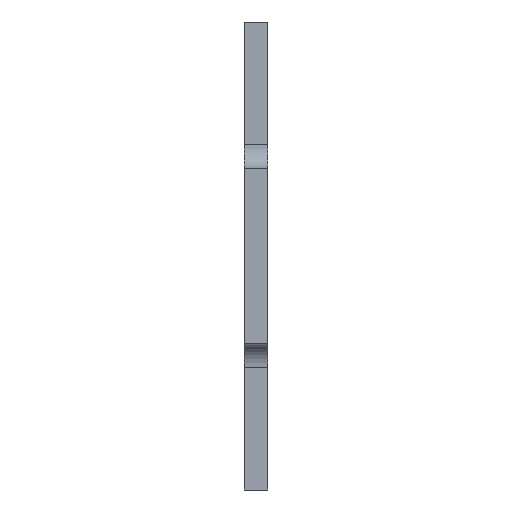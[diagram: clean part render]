
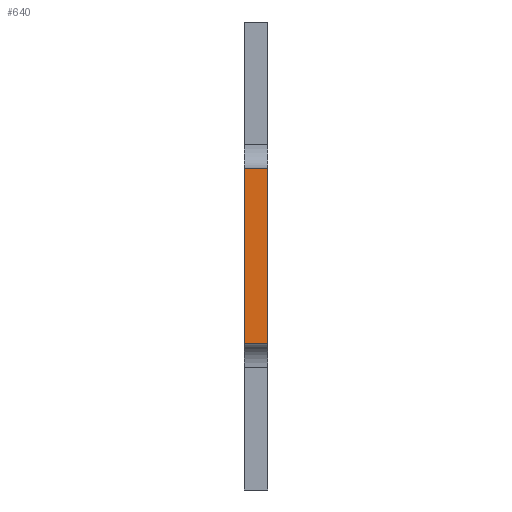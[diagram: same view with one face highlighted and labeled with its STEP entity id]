
A CAD part, left-side view. The second image highlights one B-rep face of the part: STEP entity #640.
In plain terms, the highlighted planar face has unit normal (-1, 0, 0).
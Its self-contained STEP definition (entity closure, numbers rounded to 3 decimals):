
#53 = LINE ( 'NONE', #1049, #334 ) ;
#66 = VECTOR ( 'NONE', #850, 1000. ) ;
#79 = VERTEX_POINT ( 'NONE', #125 ) ;
#86 = EDGE_LOOP ( 'NONE', ( #1015, #207, #516, #183 ) ) ;
#117 = DIRECTION ( 'NONE',  ( 0., 0., -1. ) ) ;
#125 = CARTESIAN_POINT ( 'NONE',  ( -67., 0., -7.5 ) ) ;
#138 = LINE ( 'NONE', #536, #1130 ) ;
#157 = VERTEX_POINT ( 'NONE', #706 ) ;
#183 = ORIENTED_EDGE ( 'NONE', *, *, #1124, .F. ) ;
#187 = VECTOR ( 'NONE', #1098, 1000. ) ;
#190 = EDGE_CURVE ( 'NONE', #157, #79, #138, .T. ) ;
#207 = ORIENTED_EDGE ( 'NONE', *, *, #1072, .T. ) ;
#218 = AXIS2_PLACEMENT_3D ( 'NONE', #795, #607, #117 ) ;
#254 = CARTESIAN_POINT ( 'NONE',  ( -67., 2., -7.5 ) ) ;
#334 = VECTOR ( 'NONE', #556, 1000. ) ;
#462 = EDGE_CURVE ( 'NONE', #948, #1259, #53, .T. ) ;
#515 = DIRECTION ( 'NONE',  ( 0., -1., 0. ) ) ;
#516 = ORIENTED_EDGE ( 'NONE', *, *, #462, .F. ) ;
#536 = CARTESIAN_POINT ( 'NONE',  ( -67., 2.001, -7.5 ) ) ;
#556 = DIRECTION ( 'NONE',  ( 0., -1., 0. ) ) ;
#601 = FACE_OUTER_BOUND ( 'NONE', #86, .T. ) ;
#607 = DIRECTION ( 'NONE',  ( 1., 0., 0. ) ) ;
#620 = LINE ( 'NONE', #254, #66 ) ;
#633 = CARTESIAN_POINT ( 'NONE',  ( -67., 0., 7.5 ) ) ;
#640 = ADVANCED_FACE ( 'NONE', ( #601 ), #991, .F. ) ;
#706 = CARTESIAN_POINT ( 'NONE',  ( -67., 2., -7.5 ) ) ;
#708 = LINE ( 'NONE', #818, #187 ) ;
#795 = CARTESIAN_POINT ( 'NONE',  ( -67., 2.001, -7.5 ) ) ;
#818 = CARTESIAN_POINT ( 'NONE',  ( -67., 0., -7.5 ) ) ;
#850 = DIRECTION ( 'NONE',  ( 0., 0., 1. ) ) ;
#948 = VERTEX_POINT ( 'NONE', #1270 ) ;
#991 = PLANE ( 'NONE',  #218 ) ;
#1015 = ORIENTED_EDGE ( 'NONE', *, *, #190, .T. ) ;
#1049 = CARTESIAN_POINT ( 'NONE',  ( -67., 2.001, 7.5 ) ) ;
#1072 = EDGE_CURVE ( 'NONE', #79, #1259, #708, .T. ) ;
#1098 = DIRECTION ( 'NONE',  ( 0., 0., 1. ) ) ;
#1124 = EDGE_CURVE ( 'NONE', #157, #948, #620, .T. ) ;
#1130 = VECTOR ( 'NONE', #515, 1000. ) ;
#1259 = VERTEX_POINT ( 'NONE', #633 ) ;
#1270 = CARTESIAN_POINT ( 'NONE',  ( -67., 2., 7.5 ) ) ;
